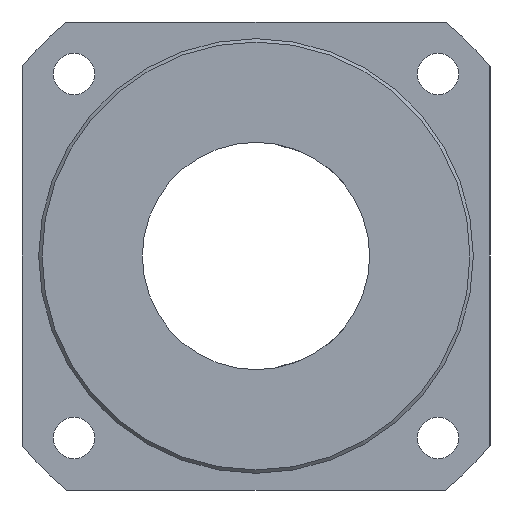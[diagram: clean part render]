
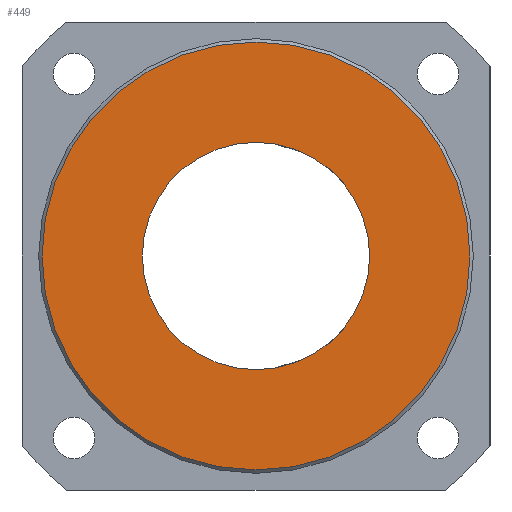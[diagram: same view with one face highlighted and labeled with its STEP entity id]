
A CAD part, left-side view. The second image highlights one B-rep face of the part: STEP entity #449.
In plain terms, the highlighted planar face has unit normal (-1, 0, 0).
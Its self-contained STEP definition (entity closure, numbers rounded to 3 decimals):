
#70=PLANE($,#490);
#90=FACE_BOUND($,#162,.T.);
#91=FACE_BOUND($,#163,.T.);
#162=EDGE_LOOP($,(#352));
#163=EDGE_LOOP($,(#353));
#215=CIRCLE($,#484,17.);
#216=CIRCLE($,#486,32.);
#243=VERTEX_POINT($,#679);
#248=VERTEX_POINT($,#838);
#287=EDGE_CURVE($,#243,#243,#215,.T.);
#292=EDGE_CURVE($,#248,#248,#216,.T.);
#352=ORIENTED_EDGE($,*,*,#287,.T.);
#353=ORIENTED_EDGE($,*,*,#292,.F.);
#449=ADVANCED_FACE($,(#90,#91),#70,.T.);
#484=AXIS2_PLACEMENT_3D($,#680,#553,#554);
#486=AXIS2_PLACEMENT_3D($,#839,#557,#558);
#490=AXIS2_PLACEMENT_3D($,#845,#565,#566);
#553=DIRECTION('center_axis',(1.,0.,0.));
#554=DIRECTION('ref_axis',(0.,0.,-1.));
#557=DIRECTION('center_axis',(1.,0.,0.));
#558=DIRECTION('ref_axis',(0.,-1.,0.));
#565=DIRECTION('center_axis',(-1.,0.,0.));
#566=DIRECTION('ref_axis',(0.,0.,1.));
#679=CARTESIAN_POINT('',(0.,0.,17.));
#680=CARTESIAN_POINT('Origin',(0.,0.,0.));
#838=CARTESIAN_POINT('',(0.,32.,0.));
#839=CARTESIAN_POINT('Origin',(0.,0.,0.));
#845=CARTESIAN_POINT('Origin',(0.,24.75,0.));
